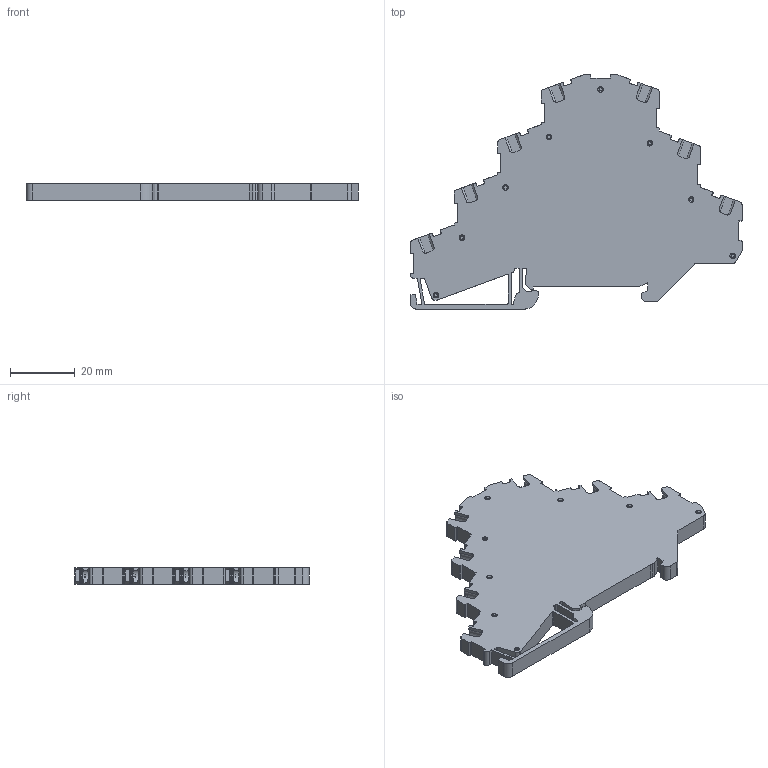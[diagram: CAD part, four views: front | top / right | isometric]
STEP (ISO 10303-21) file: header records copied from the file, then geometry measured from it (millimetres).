
FILE_DESCRIPTION((''),'2;1');
FILE_NAME('ZVMAK25_ISO_STEP','2008-08-22T',('Stollb'),(''),'PRO/ENGINEER BY PARAMETRIC TECHNOLOGY CORPORATION, 2007390','PRO/ENGINEER BY PARAMETRIC TECHNOLOGY CORPORATION, 2007390','');
FILE_SCHEMA(('CONFIG_CONTROL_DESIGN'));
Length unit declared in the file: millimetre
Products named in the file (1): ZVMAK25_ISO_STEP
Bounding box: 102.78 x 72.5 x 5.1 mm (x, y, z)
Volume: 21375.9 mm3; surface area: 12842.4 mm2
Topology: 1 solids, 1 shells, 526 faces, 1409 edges, 922 vertices
Faces by surface type: plane 251, cylinder 227, cone 32, torus 16
Entity records: 16861 total; most frequent: CARTESIAN_POINT 3360, DIRECTION 2847, ORIENTED_EDGE 2818, EDGE_CURVE 1409, AXIS2_PLACEMENT_3D 983, VERTEX_POINT 922, VECTOR 881, LINE 881
